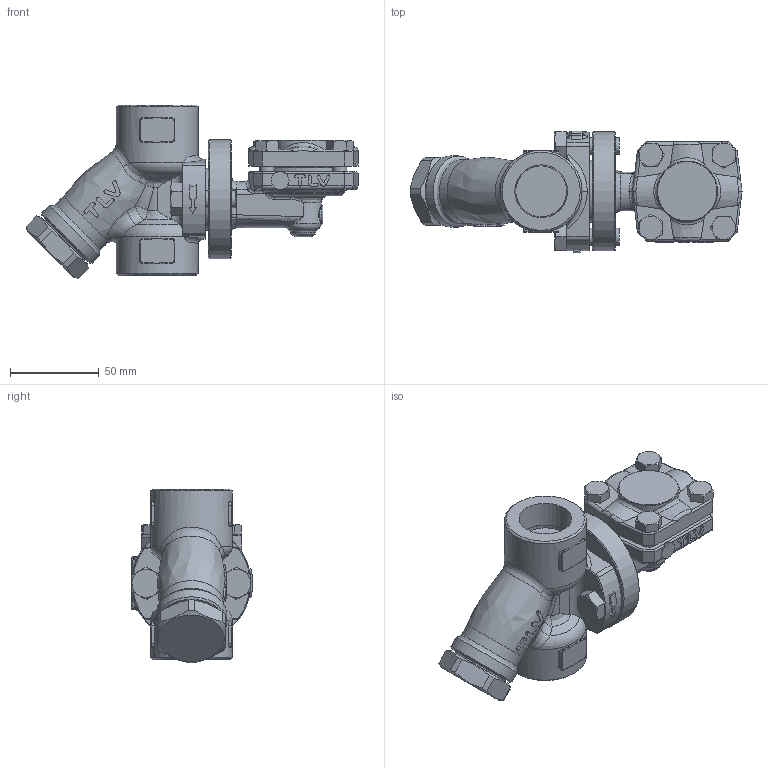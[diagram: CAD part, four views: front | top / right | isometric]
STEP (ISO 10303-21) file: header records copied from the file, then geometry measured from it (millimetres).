
FILE_DESCRIPTION((''),'2;1');
FILE_NAME('fl320-025-screw-00.stp','2009-11-30T14:23:48',('nakaot'),(''),'Autodesk Inventor 2008','Autodesk Inventor 2008','');
FILE_SCHEMA(('AUTOMOTIVE_DESIGN { 1 0 10303 214 1 1 1 1 }'));
Length unit declared in the file: millimetre
Products named in the file (1): fl320-025-screw-00
Bounding box: 186.79 x 68.3 x 97.79 mm (x, y, z)
Volume: 361052.9 mm3; surface area: 61956.2 mm2
Topology: 2 solids, 2 shells, 595 faces, 1467 edges, 883 vertices
Faces by surface type: bspline 182, plane 181, cylinder 153, cone 51, torus 24, sphere 4
Full cylindrical faces by diameter (mm): 8 x8, 9.5 x2, 10 x2, 10.5 x1, 32 x1, 33 x1, 34 x1, 35 x1, 36 x1, 40 x1, 45.8 x1, 46 x2, 67 x1
Entity records: 29364 total; most frequent: CARTESIAN_POINT 16873, ORIENTED_EDGE 2758, DIRECTION 2270, EDGE_CURVE 1379, AXIS2_PLACEMENT_3D 895, VERTEX_POINT 861, EDGE_LOOP 682, FACE_OUTER_BOUND 595
